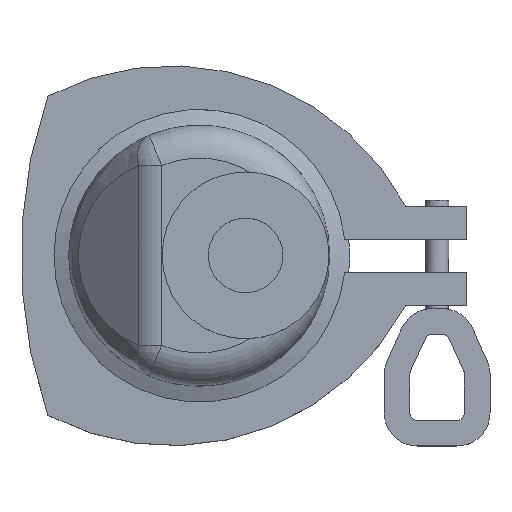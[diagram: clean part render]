
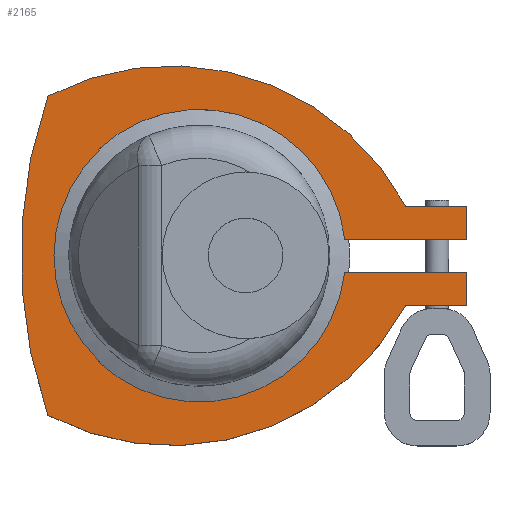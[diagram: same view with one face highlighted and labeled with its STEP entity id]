
A CAD part, top view. The second image highlights one B-rep face of the part: STEP entity #2165.
In plain terms, the highlighted planar face has unit normal (0, 0, 1).
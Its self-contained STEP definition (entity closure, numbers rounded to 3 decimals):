
#145=LINE('',#3339,#297);
#153=LINE('',#3363,#305);
#155=LINE('',#3366,#307);
#163=LINE('',#3398,#315);
#177=LINE('',#3428,#329);
#181=LINE('',#3435,#333);
#187=LINE('',#3458,#339);
#190=LINE('',#3471,#342);
#297=VECTOR('',#2684,36.984);
#305=VECTOR('',#2708,18.482);
#307=VECTOR('',#2712,10.);
#315=VECTOR('',#2740,0.299);
#329=VECTOR('',#2768,10.);
#333=VECTOR('',#2774,18.482);
#339=VECTOR('',#2798,36.984);
#342=VECTOR('',#2809,0.299);
#458=PLANE('',#2353);
#559=FACE_OUTER_BOUND('',#703,.T.);
#703=EDGE_LOOP('',(#1772,#1773,#1774,#1775,#1776,#1777,#1778,#1779,#1780,
#1781,#1782,#1783,#1784,#1785));
#812=CIRCLE('',#2310,80.5);
#814=CIRCLE('',#2315,44.299);
#820=CIRCLE('',#2332,44.299);
#823=CIRCLE('',#2337,80.5);
#829=CIRCLE('',#2350,44.);
#830=CIRCLE('',#2352,147.);
#967=VERTEX_POINT('',#3336);
#968=VERTEX_POINT('',#3338);
#973=VERTEX_POINT('',#3353);
#975=VERTEX_POINT('',#3357);
#976=VERTEX_POINT('',#3361);
#978=VERTEX_POINT('',#3370);
#987=VERTEX_POINT('',#3396);
#995=VERTEX_POINT('',#3425);
#996=VERTEX_POINT('',#3427);
#998=VERTEX_POINT('',#3433);
#999=VERTEX_POINT('',#3437);
#1000=VERTEX_POINT('',#3439);
#1006=VERTEX_POINT('',#3453);
#1009=VERTEX_POINT('',#3470);
#1203=EDGE_CURVE('',#967,#968,#145,.T.);
#1213=EDGE_CURVE('',#975,#973,#812,.T.);
#1215=EDGE_CURVE('',#976,#975,#153,.T.);
#1217=EDGE_CURVE('',#968,#976,#155,.T.);
#1220=EDGE_CURVE('',#978,#967,#814,.T.);
#1232=EDGE_CURVE('',#987,#978,#163,.T.);
#1247=EDGE_CURVE('',#996,#995,#177,.T.);
#1251=EDGE_CURVE('',#995,#998,#181,.T.);
#1253=EDGE_CURVE('',#1000,#999,#820,.T.);
#1260=EDGE_CURVE('',#998,#1006,#823,.T.);
#1262=EDGE_CURVE('',#999,#996,#187,.T.);
#1268=EDGE_CURVE('',#1009,#1000,#190,.T.);
#1274=EDGE_CURVE('',#1009,#987,#829,.T.);
#1275=EDGE_CURVE('',#1006,#973,#830,.T.);
#1772=ORIENTED_EDGE('',*,*,#1268,.T.);
#1773=ORIENTED_EDGE('',*,*,#1253,.T.);
#1774=ORIENTED_EDGE('',*,*,#1262,.T.);
#1775=ORIENTED_EDGE('',*,*,#1247,.T.);
#1776=ORIENTED_EDGE('',*,*,#1251,.T.);
#1777=ORIENTED_EDGE('',*,*,#1260,.T.);
#1778=ORIENTED_EDGE('',*,*,#1275,.T.);
#1779=ORIENTED_EDGE('',*,*,#1213,.F.);
#1780=ORIENTED_EDGE('',*,*,#1215,.F.);
#1781=ORIENTED_EDGE('',*,*,#1217,.F.);
#1782=ORIENTED_EDGE('',*,*,#1203,.F.);
#1783=ORIENTED_EDGE('',*,*,#1220,.F.);
#1784=ORIENTED_EDGE('',*,*,#1232,.F.);
#1785=ORIENTED_EDGE('',*,*,#1274,.F.);
#2165=ADVANCED_FACE('',(#559),#458,.T.);
#2310=AXIS2_PLACEMENT_3D('',#3359,#2703,#2704);
#2315=AXIS2_PLACEMENT_3D('',#3372,#2718,#2719);
#2332=AXIS2_PLACEMENT_3D('',#3440,#2778,#2779);
#2337=AXIS2_PLACEMENT_3D('',#3455,#2792,#2793);
#2350=AXIS2_PLACEMENT_3D('',#3482,#2825,#2826);
#2352=AXIS2_PLACEMENT_3D('',#3484,#2829,#2830);
#2353=AXIS2_PLACEMENT_3D('',#3485,#2831,#2832);
#2684=DIRECTION('',(1.,0.,0.));
#2703=DIRECTION('center_axis',(0.,0.,-1.));
#2704=DIRECTION('ref_axis',(-0.882,0.472,0.));
#2708=DIRECTION('',(-1.,0.,0.));
#2712=DIRECTION('',(0.,-1.,0.));
#2718=DIRECTION('center_axis',(0.,0.,1.));
#2719=DIRECTION('ref_axis',(0.994,-0.113,0.));
#2740=DIRECTION('',(-0.689,-0.725,0.));
#2768=DIRECTION('',(0.,1.,0.));
#2774=DIRECTION('',(-1.,0.,0.));
#2778=DIRECTION('center_axis',(0.,0.,-1.));
#2779=DIRECTION('ref_axis',(0.994,0.113,0.));
#2792=DIRECTION('center_axis',(0.,0.,1.));
#2793=DIRECTION('ref_axis',(-0.882,-0.472,0.));
#2798=DIRECTION('',(1.,0.,0.));
#2809=DIRECTION('',(-0.689,0.725,0.));
#2825=DIRECTION('center_axis',(0.,0.,1.));
#2826=DIRECTION('ref_axis',(0.689,0.725,0.));
#2829=DIRECTION('center_axis',(0.,0.,1.));
#2830=DIRECTION('ref_axis',(-0.945,0.328,0.));
#2831=DIRECTION('center_axis',(0.,0.,1.));
#2832=DIRECTION('ref_axis',(1.,0.,0.));
#3336=CARTESIAN_POINT('',(44.016,-5.,9.));
#3338=CARTESIAN_POINT('',(81.,-5.,9.));
#3339=CARTESIAN_POINT('',(81.,-5.,9.));
#3353=CARTESIAN_POINT('',(-45.843,-48.287,9.));
#3357=CARTESIAN_POINT('',(62.518,-15.,9.));
#3359=CARTESIAN_POINT('Origin',(-8.448,23.,9.));
#3361=CARTESIAN_POINT('',(81.,-15.,9.));
#3363=CARTESIAN_POINT('',(62.518,-15.,9.));
#3366=CARTESIAN_POINT('',(81.,-15.,9.));
#3370=CARTESIAN_POINT('',(-30.5,-32.127,9.));
#3372=CARTESIAN_POINT('Origin',(0.,0.,9.));
#3396=CARTESIAN_POINT('',(-30.294,-31.91,9.));
#3398=CARTESIAN_POINT('',(-30.294,-31.91,9.));
#3425=CARTESIAN_POINT('',(81.,15.,9.));
#3427=CARTESIAN_POINT('',(81.,5.,9.));
#3428=CARTESIAN_POINT('',(81.,15.,9.));
#3433=CARTESIAN_POINT('',(62.518,15.,9.));
#3435=CARTESIAN_POINT('',(62.518,15.,9.));
#3437=CARTESIAN_POINT('',(44.016,5.,9.));
#3439=CARTESIAN_POINT('',(-30.5,32.127,9.));
#3440=CARTESIAN_POINT('Origin',(0.,0.,9.));
#3453=CARTESIAN_POINT('',(-45.843,48.287,9.));
#3455=CARTESIAN_POINT('Origin',(-8.448,-23.,9.));
#3458=CARTESIAN_POINT('',(81.,5.,9.));
#3470=CARTESIAN_POINT('',(-30.294,31.91,9.));
#3471=CARTESIAN_POINT('',(-30.294,31.91,9.));
#3482=CARTESIAN_POINT('Origin',(0.,0.,9.));
#3484=CARTESIAN_POINT('Origin',(93.,0.,9.));
#3485=CARTESIAN_POINT('Origin',(-44.616,23.449,9.));
